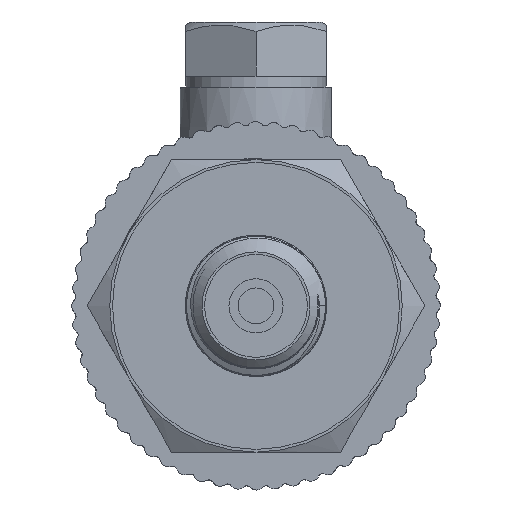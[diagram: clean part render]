
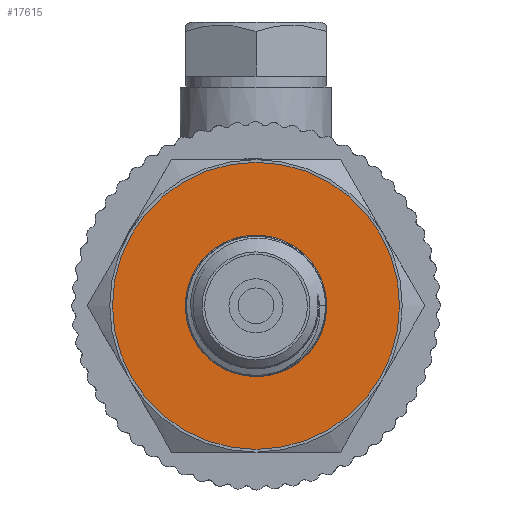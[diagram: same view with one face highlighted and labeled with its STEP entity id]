
A CAD part, left-side view. The second image highlights one B-rep face of the part: STEP entity #17615.
In plain terms, the highlighted planar face has unit normal (-1, 0, 0).
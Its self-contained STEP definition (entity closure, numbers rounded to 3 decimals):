
#149=PLANE('',#18547);
#785=FACE_BOUND('',#2511,.T.);
#1492=FACE_OUTER_BOUND('',#2510,.T.);
#2510=EDGE_LOOP('',(#13569));
#2511=EDGE_LOOP('',(#13570));
#3288=CIRCLE('',#18524,13.25);
#3289=CIRCLE('',#18526,6.5);
#7629=VERTEX_POINT('',#36700);
#7630=VERTEX_POINT('',#37072);
#9806=EDGE_CURVE('',#7629,#7629,#3288,.T.);
#9808=EDGE_CURVE('',#7630,#7630,#3289,.T.);
#13569=ORIENTED_EDGE('',*,*,#9806,.T.);
#13570=ORIENTED_EDGE('',*,*,#9808,.T.);
#17615=ADVANCED_FACE('',(#1492,#785),#149,.T.);
#18524=AXIS2_PLACEMENT_3D('',#36702,#20231,#20232);
#18526=AXIS2_PLACEMENT_3D('',#37073,#20235,#20236);
#18547=AXIS2_PLACEMENT_3D('',#38814,#20282,#20283);
#20231=DIRECTION('center_axis',(-1.,0.,0.));
#20232=DIRECTION('ref_axis',(0.,1.,0.));
#20235=DIRECTION('center_axis',(1.,0.,0.));
#20236=DIRECTION('ref_axis',(0.,0.,-1.));
#20282=DIRECTION('center_axis',(-1.,0.,0.));
#20283=DIRECTION('ref_axis',(0.,0.,1.));
#36700=CARTESIAN_POINT('',(-47.,-13.25,0.));
#36702=CARTESIAN_POINT('Origin',(-47.,0.,0.));
#37072=CARTESIAN_POINT('',(-47.,0.,6.5));
#37073=CARTESIAN_POINT('Origin',(-47.,0.,0.));
#38814=CARTESIAN_POINT('Origin',(-47.,13.5,0.));
